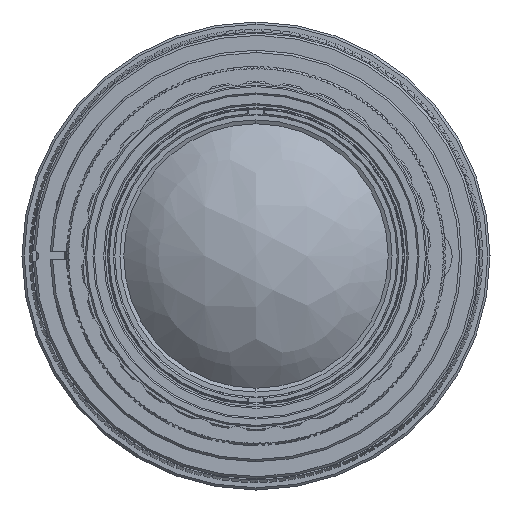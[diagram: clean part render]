
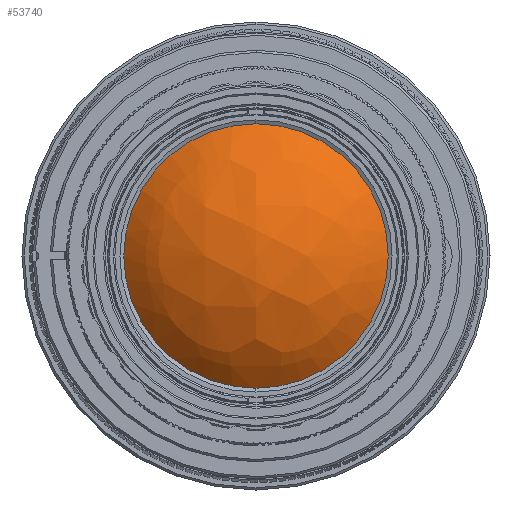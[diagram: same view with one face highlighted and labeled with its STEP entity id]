
A CAD part, left-side view. The second image highlights one B-rep face of the part: STEP entity #53740.
In plain terms, the highlighted free-form (B-spline) face has degree [3, 3] with [4, 4] control points.
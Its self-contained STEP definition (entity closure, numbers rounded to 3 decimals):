
#232 = DIRECTION ( 'NONE',  ( 0., 0., 1. ) ) ;
#1117 = CARTESIAN_POINT ( 'NONE',  ( 5.281, 18.437, -5.453 ) ) ;
#1405 = CARTESIAN_POINT ( 'NONE',  ( -6.482, 7.53, -8.474 ) ) ;
#1724 = CARTESIAN_POINT ( 'NONE',  ( 5.265, 18.437, 5.389 ) ) ;
#2848 = CARTESIAN_POINT ( 'NONE',  ( 7.233, 0., -18.2 ) ) ;
#8879 = CARTESIAN_POINT ( 'NONE',  ( 5.169, 7.53, 20.52 ) ) ;
#9487 = CARTESIAN_POINT ( 'NONE',  ( 5.253, -7.649, -20.563 ) ) ;
#15436 = CIRCLE ( 'NONE', #33517, 18.2 ) ;
#16082 = CARTESIAN_POINT ( 'NONE',  ( 5.364, -18.514, -5.431 ) ) ;
#23301 = CARTESIAN_POINT ( 'NONE',  ( 12.832, -18.514, 13.152 ) ) ;
#25902 = EDGE_CURVE ( 'NONE', #86560, #82166, #47189, .T. ) ;
#26443 =( BOUNDED_SURFACE ( )  B_SPLINE_SURFACE ( 3, 3, ( 
 ( #44067, #1117, #1724, #44395 ),
 ( #51900, #1405, #52210, #8879 ),
 ( #9487, #73505, #51293, #59413 ),
 ( #59096, #16082, #66289, #23301 ) ),
 .UNSPECIFIED., .F., .F., .F. ) 
 B_SPLINE_SURFACE_WITH_KNOTS ( ( 4, 4 ),
 ( 4, 4 ),
 ( 0., 1. ),
 ( 0., 1. ),
 .UNSPECIFIED. ) 
 GEOMETRIC_REPRESENTATION_ITEM ( )  RATIONAL_B_SPLINE_SURFACE ( (
 ( 1., 0.813, 0.813, 1.),
 ( 0.811, 0.66, 0.66, 0.811),
 ( 0.811, 0.66, 0.66, 0.811),
 ( 1., 0.813, 0.813, 1.) ) ) 
 REPRESENTATION_ITEM ( '' )  SURFACE ( )  );
#33517 = AXIS2_PLACEMENT_3D ( 'NONE', #43200, #49801, #232 ) ;
#35093 = EDGE_CURVE ( 'NONE', #82166, #86560, #15436, .T. ) ;
#35169 = CARTESIAN_POINT ( 'NONE',  ( 7.233, 0., 18.2 ) ) ;
#40690 = DIRECTION ( 'NONE',  ( 0., 0., 1. ) ) ;
#43200 = CARTESIAN_POINT ( 'NONE',  ( 7.233, 0., 0. ) ) ;
#44067 = CARTESIAN_POINT ( 'NONE',  ( 12.818, 18.437, -13.246 ) ) ;
#44395 = CARTESIAN_POINT ( 'NONE',  ( 12.778, 18.437, 13.204 ) ) ;
#47189 = CIRCLE ( 'NONE', #71061, 18.2 ) ;
#49801 = DIRECTION ( 'NONE',  ( -1., 0., 0. ) ) ;
#51293 = CARTESIAN_POINT ( 'NONE',  ( -6.474, -7.649, 8.366 ) ) ;
#51900 = CARTESIAN_POINT ( 'NONE',  ( 5.23, 7.53, -20.584 ) ) ;
#52144 = EDGE_LOOP ( 'NONE', ( #91528, #75247 ) ) ;
#52210 = CARTESIAN_POINT ( 'NONE',  ( -6.508, 7.53, 8.374 ) ) ;
#53740 = ADVANCED_FACE ( 'NONE', ( #66939 ), #26443, .T. ) ;
#53892 = DIRECTION ( 'NONE',  ( -1., 0., 0. ) ) ;
#59096 = CARTESIAN_POINT ( 'NONE',  ( 12.872, -18.514, -13.194 ) ) ;
#59413 = CARTESIAN_POINT ( 'NONE',  ( 5.191, -7.649, 20.498 ) ) ;
#66289 = CARTESIAN_POINT ( 'NONE',  ( 5.348, -18.514, 5.368 ) ) ;
#66939 = FACE_OUTER_BOUND ( 'NONE', #52144, .T. ) ;
#71061 = AXIS2_PLACEMENT_3D ( 'NONE', #83603, #53892, #40690 ) ;
#73505 = CARTESIAN_POINT ( 'NONE',  ( -6.448, -7.649, -8.465 ) ) ;
#75247 = ORIENTED_EDGE ( 'NONE', *, *, #35093, .T. ) ;
#82166 = VERTEX_POINT ( 'NONE', #2848 ) ;
#83603 = CARTESIAN_POINT ( 'NONE',  ( 7.233, 0., 0. ) ) ;
#86560 = VERTEX_POINT ( 'NONE', #35169 ) ;
#91528 = ORIENTED_EDGE ( 'NONE', *, *, #25902, .T. ) ;
